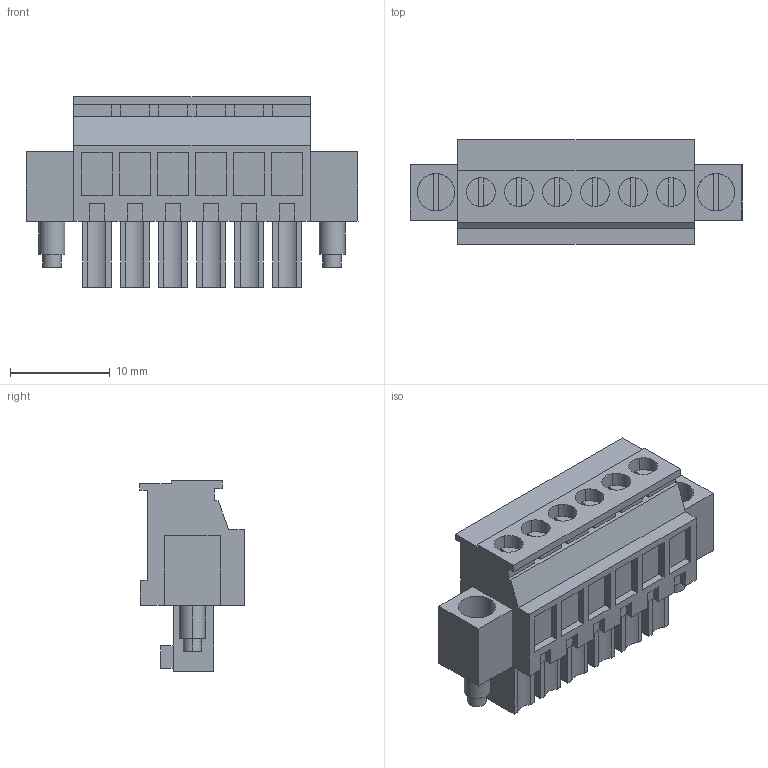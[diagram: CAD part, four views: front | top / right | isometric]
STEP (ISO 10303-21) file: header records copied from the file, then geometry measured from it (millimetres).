
FILE_DESCRIPTION(('CATIA V5 STEP Exchange','CAx-IF Rec.Pracs.--- Model Styling and Organization---1.2---2011-12-15'),'2;1');
FILE_NAME ('D1456471_0_1799130000_1799130000.stp','2017-04-12T09:13:16+00:00',('none'),('Weidmueller'),'CATIA Version 5-6 Release 2014','CATIA V5 STEP AP214','none');
FILE_SCHEMA(('AUTOMOTIVE_DESIGN { 1 0 10303 214 1 1 1 1 }'));
Length unit declared in the file: millimetre
Products named in the file (1): 1799130000
Bounding box: 33.25 x 10.45 x 19.1 mm (x, y, z)
Volume: 3243.3 mm3; surface area: 2930.6 mm2
Topology: 9 solids, 9 shells, 324 faces, 824 edges, 556 vertices
Faces by surface type: plane 258, cylinder 66
Entity records: 9314 total; most frequent: CARTESIAN_POINT 1791, ORIENTED_EDGE 1648, DIRECTION 1278, EDGE_CURVE 824, VECTOR 660, LINE 660, VERTEX_POINT 556, AXIS2_PLACEMENT_3D 379
